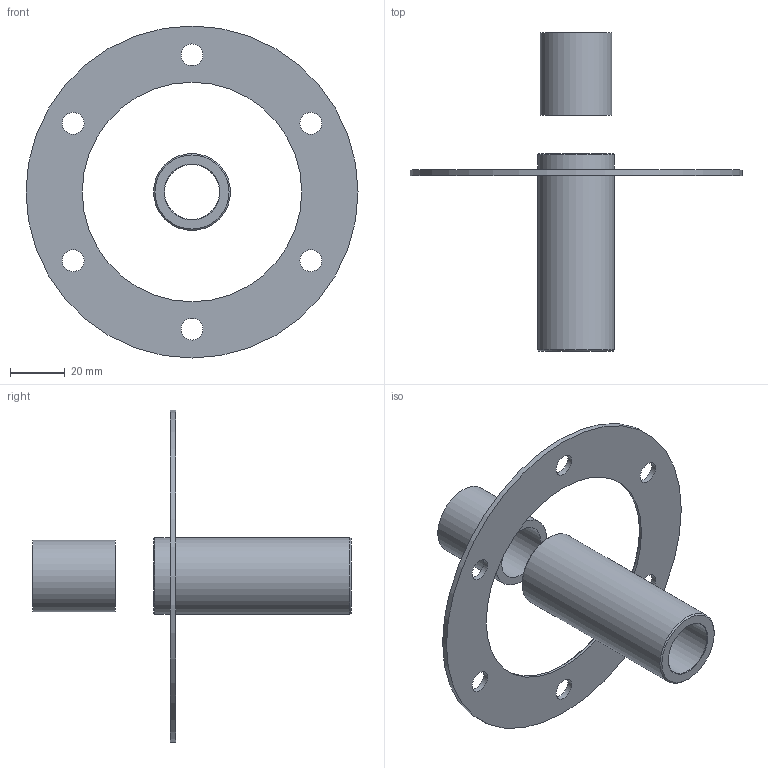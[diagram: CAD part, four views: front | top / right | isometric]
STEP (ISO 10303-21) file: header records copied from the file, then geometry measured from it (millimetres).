
FILE_DESCRIPTION(/* description */ (''),/* implementation_level */ '2;1');
FILE_NAME(/* name */ '20201021_MOTOGUZZI_PARTS-frontwheel.step',/* time_stamp */ '2020-10-21T18:25:46+02:00',/* author */ (''),/* organization */ (''),/* preprocessor_version */ 'ST-DEVELOPER v18.1',/* originating_system */ 'Autodesk Translation Framework v9.3.0.1241',/* authorisation */ '');
FILE_SCHEMA (('AUTOMOTIVE_DESIGN { 1 0 10303 214 3 1 1 }'));
Length unit declared in the file: millimetre
Products named in the file (4): guzzi wheel; CALE DISC; ENTRETOISE BRAS; CENTRAL AXE
Assembly tree (3 placements, depth 2):
  guzzi wheel
    CALE DISC
    ENTRETOISE BRAS
    CENTRAL AXE
Bounding box: 121 x 116 x 121 mm (x, y, z)
Volume: 40376.1 mm3; surface area: 29887.5 mm2
Topology: 3 solids, 3 shells, 24 faces, 48 edges, 30 vertices
Faces by surface type: cylinder 12, cone 6, plane 6
Full cylindrical faces by diameter (mm): 8 x6, 20 x2, 26 x1, 28 x1, 80 x1, 121 x1
Entity records: 787 total; most frequent: DIRECTION 140, CARTESIAN_POINT 109, ORIENTED_EDGE 96, AXIS2_PLACEMENT_3D 61, EDGE_CURVE 48, EDGE_LOOP 42, CIRCLE 30, VERTEX_POINT 30
